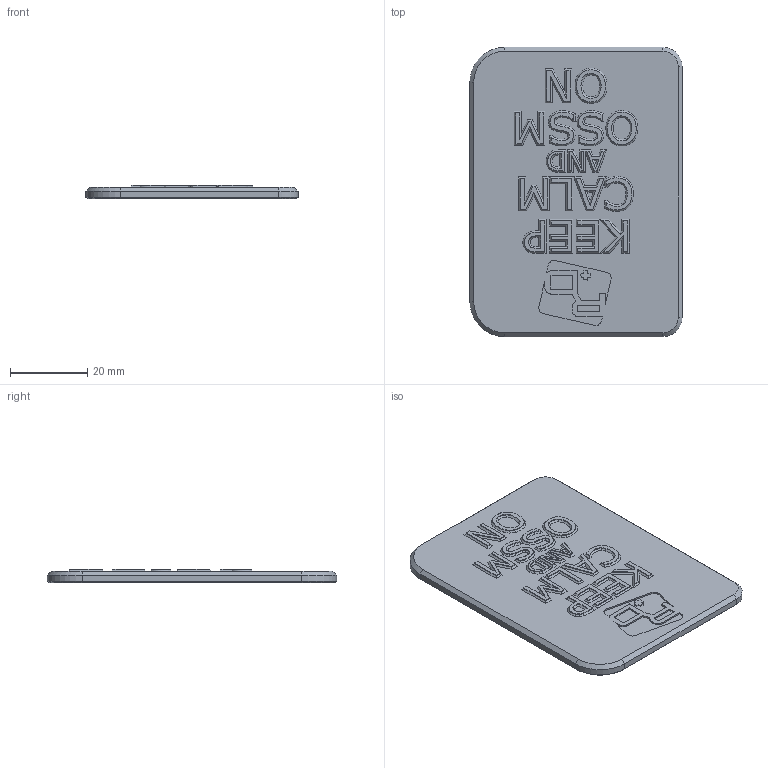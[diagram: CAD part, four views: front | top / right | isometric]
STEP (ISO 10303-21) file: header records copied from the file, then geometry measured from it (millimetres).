
FILE_DESCRIPTION(/* description */ ('','CAx-IF Rec.Pracs.---Representation and Presentation of Product Manufacturing Information (PMI)---4.0---2014-10-13'),/* implementation_level */ '2;1');
FILE_NAME(/* name */ 'Keep Calm And OSSM On.step',/* time_stamp */ '2024-12-21T14:50:15-05:00',/* author */ (''),/* organization */ (''),/* preprocessor_version */ 'ST-DEVELOPER v20',/* originating_system */ 'Autodesk Translation Framework v13.20.0.188',/* authorisation */ '');
FILE_SCHEMA (('AP242_MANAGED_MODEL_BASED_3D_ENGINEERING_MIM_LF { 1 0 10303 442 1 1 4 }'));
Length unit declared in the file: millimetre
Products named in the file (1): OSSM v2 AIO PCB Backpack - Faceplate Template
Bounding box: 55.01 x 75 x 3.6 mm (x, y, z)
Volume: 11961.5 mm3; surface area: 9107.1 mm2
Topology: 1 solids, 1 shells, 731 faces, 1784 edges, 1082 vertices
Faces by surface type: bspline 364, plane 328, cylinder 27, cone 12
Full cylindrical faces by diameter (mm): 10 x2
Entity records: 29052 total; most frequent: CARTESIAN_POINT 14649, ORIENTED_EDGE 3568, DIRECTION 1850, EDGE_CURVE 1784, VERTEX_POINT 1082, LINE 982, VECTOR 982, EDGE_LOOP 758
